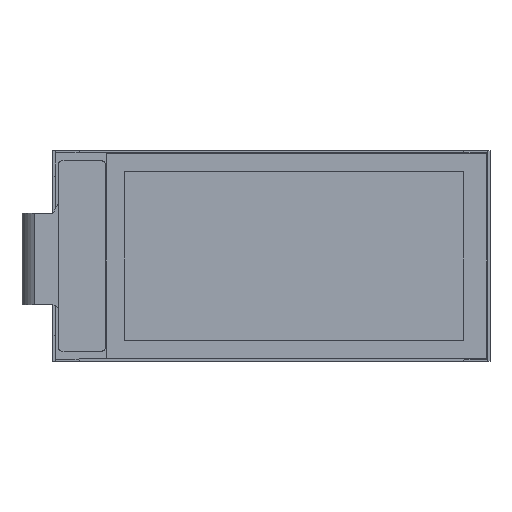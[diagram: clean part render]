
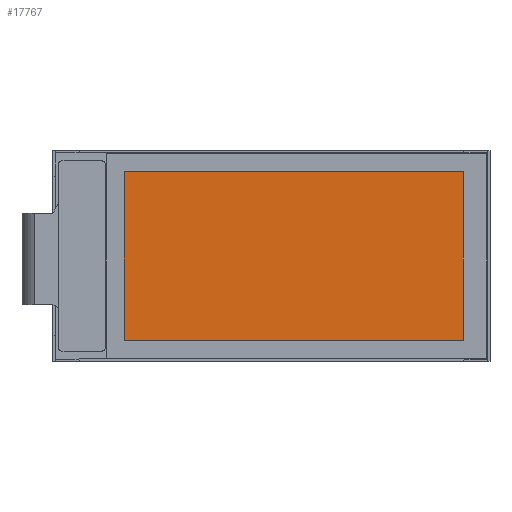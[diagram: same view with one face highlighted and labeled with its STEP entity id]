
A CAD part, top view. The second image highlights one B-rep face of the part: STEP entity #17767.
In plain terms, the highlighted planar face has unit normal (0, 0, 1).
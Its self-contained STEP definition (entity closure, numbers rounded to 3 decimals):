
#2976 = PLANE('',#2977);
#2977 = AXIS2_PLACEMENT_3D('',#2978,#2979,#2980);
#2978 = CARTESIAN_POINT('',(-9.417,5.4,1.092));
#2979 = DIRECTION('',(0.,1.,0.));
#2980 = DIRECTION('',(-1.,0.,0.));
#3004 = PLANE('',#3005);
#3005 = AXIS2_PLACEMENT_3D('',#3006,#3007,#3008);
#3006 = CARTESIAN_POINT('',(12.283,5.4,1.092));
#3007 = DIRECTION('',(1.,0.,0.));
#3008 = DIRECTION('',(0.,1.,0.));
#3032 = PLANE('',#3033);
#3033 = AXIS2_PLACEMENT_3D('',#3034,#3035,#3036);
#3034 = CARTESIAN_POINT('',(12.283,-5.4,1.092));
#3035 = DIRECTION('',(0.,-1.,0.));
#3036 = DIRECTION('',(1.,0.,0.));
#3058 = PLANE('',#3059);
#3059 = AXIS2_PLACEMENT_3D('',#3060,#3061,#3062);
#3060 = CARTESIAN_POINT('',(-9.417,-5.4,1.092));
#3061 = DIRECTION('',(-1.,0.,0.));
#3062 = DIRECTION('',(0.,-1.,0.));
#5816 = EDGE_CURVE('',#5817,#5819,#5821,.T.);
#5817 = VERTEX_POINT('',#5818);
#5818 = CARTESIAN_POINT('',(-9.417,5.4,1.092));
#5819 = VERTEX_POINT('',#5820);
#5820 = CARTESIAN_POINT('',(12.283,5.4,1.092));
#5821 = SURFACE_CURVE('',#5822,(#5826,#5833),.PCURVE_S1.);
#5822 = LINE('',#5823,#5824);
#5823 = CARTESIAN_POINT('',(-9.417,5.4,1.092));
#5824 = VECTOR('',#5825,1.);
#5825 = DIRECTION('',(1.,0.,0.));
#5826 = PCURVE('',#2976,#5827);
#5827 = DEFINITIONAL_REPRESENTATION('',(#5828),#5832);
#5828 = LINE('',#5829,#5830);
#5829 = CARTESIAN_POINT('',(0.,0.));
#5830 = VECTOR('',#5831,1.);
#5831 = DIRECTION('',(-1.,0.));
#5832 = ( GEOMETRIC_REPRESENTATION_CONTEXT(2) 
PARAMETRIC_REPRESENTATION_CONTEXT() REPRESENTATION_CONTEXT('2D SPACE',''
  ) );
#5833 = PCURVE('',#5834,#5839);
#5834 = PLANE('',#5835);
#5835 = AXIS2_PLACEMENT_3D('',#5836,#5837,#5838);
#5836 = CARTESIAN_POINT('',(0.,0.,1.092));
#5837 = DIRECTION('',(0.,0.,-1.));
#5838 = DIRECTION('',(-1.,0.,0.));
#5839 = DEFINITIONAL_REPRESENTATION('',(#5840),#5844);
#5840 = LINE('',#5841,#5842);
#5841 = CARTESIAN_POINT('',(9.417,5.4));
#5842 = VECTOR('',#5843,1.);
#5843 = DIRECTION('',(-1.,0.));
#5844 = ( GEOMETRIC_REPRESENTATION_CONTEXT(2) 
PARAMETRIC_REPRESENTATION_CONTEXT() REPRESENTATION_CONTEXT('2D SPACE',''
  ) );
#5894 = EDGE_CURVE('',#5819,#5895,#5897,.T.);
#5895 = VERTEX_POINT('',#5896);
#5896 = CARTESIAN_POINT('',(12.283,-5.4,1.092));
#5897 = SURFACE_CURVE('',#5898,(#5902,#5909),.PCURVE_S1.);
#5898 = LINE('',#5899,#5900);
#5899 = CARTESIAN_POINT('',(12.283,5.4,1.092));
#5900 = VECTOR('',#5901,1.);
#5901 = DIRECTION('',(0.,-1.,0.));
#5902 = PCURVE('',#3004,#5903);
#5903 = DEFINITIONAL_REPRESENTATION('',(#5904),#5908);
#5904 = LINE('',#5905,#5906);
#5905 = CARTESIAN_POINT('',(0.,0.));
#5906 = VECTOR('',#5907,1.);
#5907 = DIRECTION('',(-1.,0.));
#5908 = ( GEOMETRIC_REPRESENTATION_CONTEXT(2) 
PARAMETRIC_REPRESENTATION_CONTEXT() REPRESENTATION_CONTEXT('2D SPACE',''
  ) );
#5909 = PCURVE('',#5834,#5910);
#5910 = DEFINITIONAL_REPRESENTATION('',(#5911),#5915);
#5911 = LINE('',#5912,#5913);
#5912 = CARTESIAN_POINT('',(-12.283,5.4));
#5913 = VECTOR('',#5914,1.);
#5914 = DIRECTION('',(0.,-1.));
#5915 = ( GEOMETRIC_REPRESENTATION_CONTEXT(2) 
PARAMETRIC_REPRESENTATION_CONTEXT() REPRESENTATION_CONTEXT('2D SPACE',''
  ) );
#5942 = VERTEX_POINT('',#5943);
#5943 = CARTESIAN_POINT('',(-9.417,-5.4,1.092));
#5966 = EDGE_CURVE('',#5895,#5942,#5967,.T.);
#5967 = SURFACE_CURVE('',#5968,(#5972,#5979),.PCURVE_S1.);
#5968 = LINE('',#5969,#5970);
#5969 = CARTESIAN_POINT('',(12.283,-5.4,1.092));
#5970 = VECTOR('',#5971,1.);
#5971 = DIRECTION('',(-1.,0.,0.));
#5972 = PCURVE('',#3032,#5973);
#5973 = DEFINITIONAL_REPRESENTATION('',(#5974),#5978);
#5974 = LINE('',#5975,#5976);
#5975 = CARTESIAN_POINT('',(0.,0.));
#5976 = VECTOR('',#5977,1.);
#5977 = DIRECTION('',(-1.,0.));
#5978 = ( GEOMETRIC_REPRESENTATION_CONTEXT(2) 
PARAMETRIC_REPRESENTATION_CONTEXT() REPRESENTATION_CONTEXT('2D SPACE',''
  ) );
#5979 = PCURVE('',#5834,#5980);
#5980 = DEFINITIONAL_REPRESENTATION('',(#5981),#5985);
#5981 = LINE('',#5982,#5983);
#5982 = CARTESIAN_POINT('',(-12.283,-5.4));
#5983 = VECTOR('',#5984,1.);
#5984 = DIRECTION('',(1.,0.));
#5985 = ( GEOMETRIC_REPRESENTATION_CONTEXT(2) 
PARAMETRIC_REPRESENTATION_CONTEXT() REPRESENTATION_CONTEXT('2D SPACE',''
  ) );
#5993 = EDGE_CURVE('',#5942,#5817,#5994,.T.);
#5994 = SURFACE_CURVE('',#5995,(#5999,#6006),.PCURVE_S1.);
#5995 = LINE('',#5996,#5997);
#5996 = CARTESIAN_POINT('',(-9.417,-5.4,1.092));
#5997 = VECTOR('',#5998,1.);
#5998 = DIRECTION('',(0.,1.,0.));
#5999 = PCURVE('',#3058,#6000);
#6000 = DEFINITIONAL_REPRESENTATION('',(#6001),#6005);
#6001 = LINE('',#6002,#6003);
#6002 = CARTESIAN_POINT('',(0.,0.));
#6003 = VECTOR('',#6004,1.);
#6004 = DIRECTION('',(-1.,0.));
#6005 = ( GEOMETRIC_REPRESENTATION_CONTEXT(2) 
PARAMETRIC_REPRESENTATION_CONTEXT() REPRESENTATION_CONTEXT('2D SPACE',''
  ) );
#6006 = PCURVE('',#5834,#6007);
#6007 = DEFINITIONAL_REPRESENTATION('',(#6008),#6012);
#6008 = LINE('',#6009,#6010);
#6009 = CARTESIAN_POINT('',(9.417,-5.4));
#6010 = VECTOR('',#6011,1.);
#6011 = DIRECTION('',(0.,1.));
#6012 = ( GEOMETRIC_REPRESENTATION_CONTEXT(2) 
PARAMETRIC_REPRESENTATION_CONTEXT() REPRESENTATION_CONTEXT('2D SPACE',''
  ) );
#17767 = ADVANCED_FACE('',(#17768),#5834,.F.);
#17768 = FACE_BOUND('',#17769,.T.);
#17769 = EDGE_LOOP('',(#17770,#17771,#17772,#17773));
#17770 = ORIENTED_EDGE('',*,*,#5894,.F.);
#17771 = ORIENTED_EDGE('',*,*,#5816,.F.);
#17772 = ORIENTED_EDGE('',*,*,#5993,.F.);
#17773 = ORIENTED_EDGE('',*,*,#5966,.F.);
